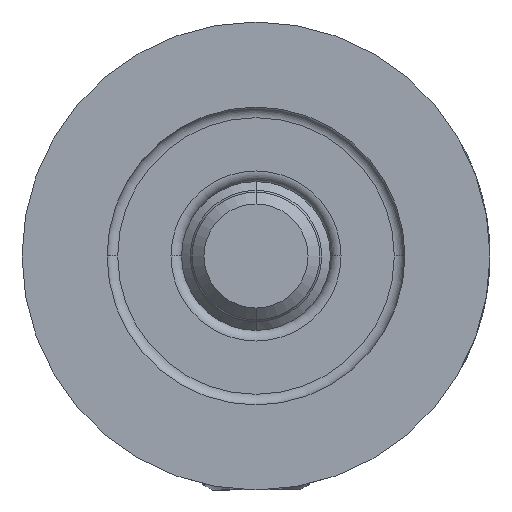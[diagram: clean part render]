
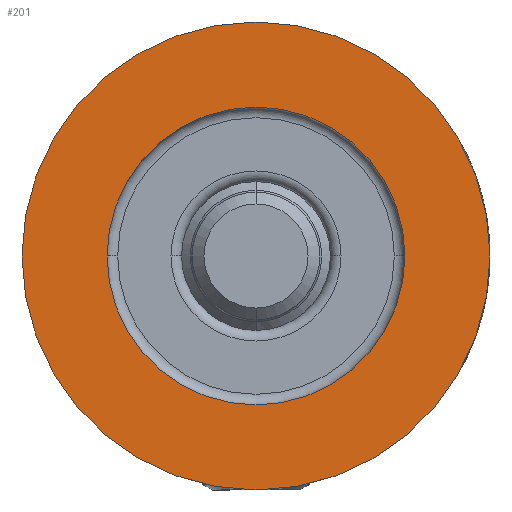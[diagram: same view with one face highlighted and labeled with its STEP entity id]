
A CAD part, front view. The second image highlights one B-rep face of the part: STEP entity #201.
In plain terms, the highlighted face is planar.
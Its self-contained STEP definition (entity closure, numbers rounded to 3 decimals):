
#48 = AXIS2_PLACEMENT_3D ( 'NONE', #1607, #1389, #3036 ) ;
#66 = ORIENTED_EDGE ( 'NONE', *, *, #2989, .F. ) ;
#85 = EDGE_CURVE ( 'NONE', #187, #1399, #2681, .T. ) ;
#187 = VERTEX_POINT ( 'NONE', #752 ) ;
#201 = ADVANCED_FACE ( 'NONE', ( #2467, #1318 ), #328, .F. ) ;
#312 = AXIS2_PLACEMENT_3D ( 'NONE', #352, #1075, #3019 ) ;
#328 = PLANE ( 'NONE',  #1223 ) ;
#341 = DIRECTION ( 'NONE',  ( 0., 0., -1. ) ) ;
#352 = CARTESIAN_POINT ( 'NONE',  ( 0., 0., 10. ) ) ;
#357 = EDGE_LOOP ( 'NONE', ( #1031, #66 ) ) ;
#512 = CIRCLE ( 'NONE', #659, 7. ) ;
#570 = DIRECTION ( 'NONE',  ( -1., 0., 0. ) ) ;
#588 = CARTESIAN_POINT ( 'NONE',  ( -15.613, -11., 10. ) ) ;
#659 = AXIS2_PLACEMENT_3D ( 'NONE', #1345, #3003, #570 ) ;
#708 = CARTESIAN_POINT ( 'NONE',  ( -11., 0., 10. ) ) ;
#752 = CARTESIAN_POINT ( 'NONE',  ( -7., 0., 10. ) ) ;
#898 = CIRCLE ( 'NONE', #48, 11. ) ;
#985 = CARTESIAN_POINT ( 'NONE',  ( 7., 0., 10. ) ) ;
#1031 = ORIENTED_EDGE ( 'NONE', *, *, #85, .F. ) ;
#1075 = DIRECTION ( 'NONE',  ( 0., 0., -1. ) ) ;
#1119 = CIRCLE ( 'NONE', #312, 11. ) ;
#1223 = AXIS2_PLACEMENT_3D ( 'NONE', #588, #341, #1989 ) ;
#1318 = FACE_OUTER_BOUND ( 'NONE', #2204, .T. ) ;
#1345 = CARTESIAN_POINT ( 'NONE',  ( 0., 0., 10. ) ) ;
#1389 = DIRECTION ( 'NONE',  ( 0., 0., -1. ) ) ;
#1399 = VERTEX_POINT ( 'NONE', #985 ) ;
#1408 = CARTESIAN_POINT ( 'NONE',  ( 0., 0., 10. ) ) ;
#1448 = VERTEX_POINT ( 'NONE', #1949 ) ;
#1516 = ORIENTED_EDGE ( 'NONE', *, *, #2439, .F. ) ;
#1607 = CARTESIAN_POINT ( 'NONE',  ( 0., 0., 10. ) ) ;
#1789 = EDGE_CURVE ( 'NONE', #1448, #1998, #898, .T. ) ;
#1949 = CARTESIAN_POINT ( 'NONE',  ( 11., 0., 10. ) ) ;
#1989 = DIRECTION ( 'NONE',  ( -1., 0., 0. ) ) ;
#1998 = VERTEX_POINT ( 'NONE', #708 ) ;
#2128 = AXIS2_PLACEMENT_3D ( 'NONE', #1408, #3088, #2895 ) ;
#2204 = EDGE_LOOP ( 'NONE', ( #1516, #2630 ) ) ;
#2439 = EDGE_CURVE ( 'NONE', #1998, #1448, #1119, .T. ) ;
#2467 = FACE_BOUND ( 'NONE', #357, .T. ) ;
#2630 = ORIENTED_EDGE ( 'NONE', *, *, #1789, .F. ) ;
#2681 = CIRCLE ( 'NONE', #2128, 7. ) ;
#2895 = DIRECTION ( 'NONE',  ( -1., 0., 0. ) ) ;
#2989 = EDGE_CURVE ( 'NONE', #1399, #187, #512, .T. ) ;
#3003 = DIRECTION ( 'NONE',  ( 0., 0., 1. ) ) ;
#3019 = DIRECTION ( 'NONE',  ( -1., 0., 0. ) ) ;
#3036 = DIRECTION ( 'NONE',  ( -1., 0., 0. ) ) ;
#3088 = DIRECTION ( 'NONE',  ( 0., 0., 1. ) ) ;
